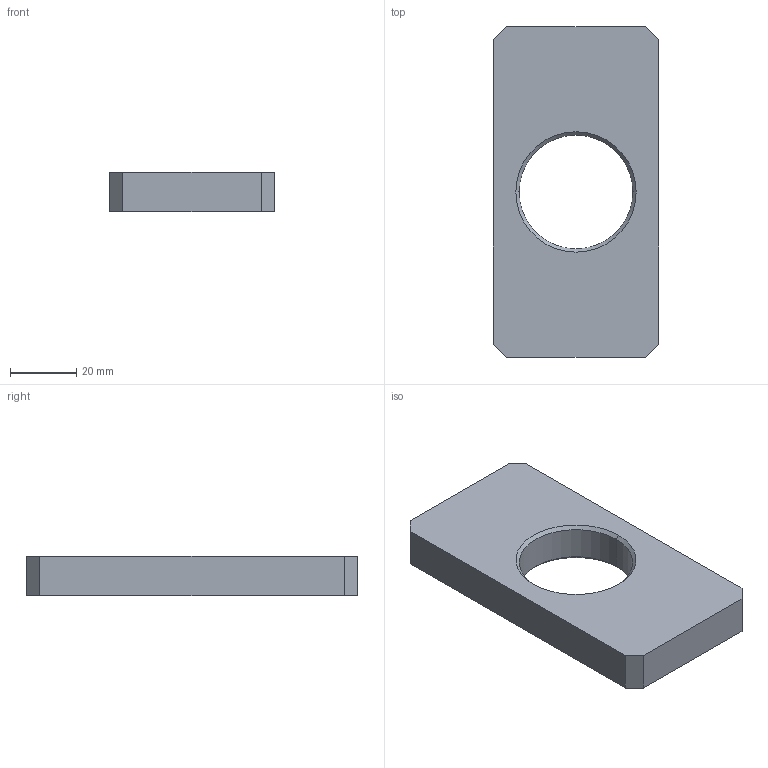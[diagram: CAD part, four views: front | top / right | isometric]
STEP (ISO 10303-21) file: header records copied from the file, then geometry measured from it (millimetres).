
FILE_DESCRIPTION((''),'2;1');
FILE_NAME('6158120570','2015-02-18T',('gredl'),(''),'PRO/ENGINEER BY PARAMETRIC TECHNOLOGY CORPORATION, 2014200','PRO/ENGINEER BY PARAMETRIC TECHNOLOGY CORPORATION, 2014200','');
FILE_SCHEMA(('AUTOMOTIVE_DESIGN { 1 0 10303 214 1 1 1 1 }'));
Length unit declared in the file: millimetre
Products named in the file (1): 6158120570
Bounding box: 50 x 100 x 12 mm (x, y, z)
Volume: 48352.9 mm3; surface area: 12737.6 mm2
Topology: 1 solids, 1 shells, 16 faces, 38 edges, 24 vertices
Faces by surface type: plane 10, cone 4, cylinder 2
Entity records: 1068 total; most frequent: CARTESIAN_POINT 80, DIRECTION 78, ORIENTED_EDGE 76, PROPERTY_DEFINITION 69, REPRESENTATION 68, PROPERTY_DEFINITION_REPRESENTATION 68, COLOUR_RGB 67, DESCRIPTIVE_REPRESENTATION_ITEM 61
